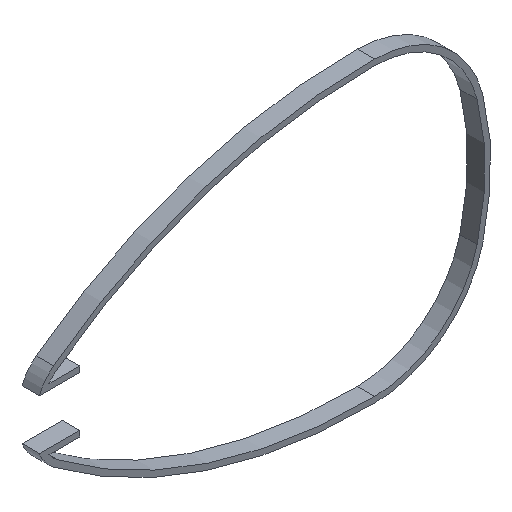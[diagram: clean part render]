
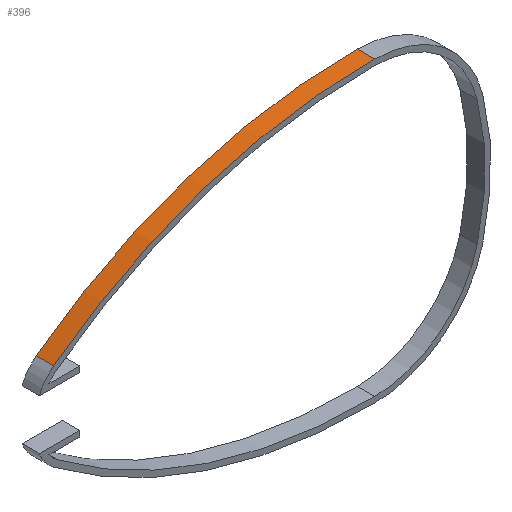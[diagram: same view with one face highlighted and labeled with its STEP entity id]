
A CAD part, isometric view. The second image highlights one B-rep face of the part: STEP entity #396.
In plain terms, the highlighted cylindrical face has radius 91.013 mm (diameter 182.025 mm), a partial arc.
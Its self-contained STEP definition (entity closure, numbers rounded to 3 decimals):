
#16=CYLINDRICAL_SURFACE('',#447,91.013);
#32=FACE_OUTER_BOUND('',#54,.T.);
#54=EDGE_LOOP('',(#293,#294,#295,#296));
#81=CIRCLE('',#438,91.013);
#88=CIRCLE('',#448,91.013);
#110=LINE('',#663,#142);
#111=LINE('',#667,#143);
#142=VECTOR('',#524,10.);
#143=VECTOR('',#529,10.);
#179=VERTEX_POINT('',#642);
#180=VERTEX_POINT('',#644);
#187=VERTEX_POINT('',#662);
#188=VERTEX_POINT('',#666);
#219=EDGE_CURVE('',#179,#180,#81,.T.);
#228=EDGE_CURVE('',#179,#187,#110,.T.);
#230=EDGE_CURVE('',#180,#188,#111,.T.);
#231=EDGE_CURVE('',#188,#187,#88,.T.);
#293=ORIENTED_EDGE('',*,*,#230,.F.);
#294=ORIENTED_EDGE('',*,*,#219,.F.);
#295=ORIENTED_EDGE('',*,*,#228,.T.);
#296=ORIENTED_EDGE('',*,*,#231,.F.);
#396=ADVANCED_FACE('',(#32),#16,.T.);
#438=AXIS2_PLACEMENT_3D('',#645,#505,#506);
#447=AXIS2_PLACEMENT_3D('',#665,#527,#528);
#448=AXIS2_PLACEMENT_3D('',#668,#530,#531);
#505=DIRECTION('center_axis',(0.,1.,0.));
#506=DIRECTION('ref_axis',(-0.637,0.,0.771));
#524=DIRECTION('',(0.,-1.,0.));
#527=DIRECTION('center_axis',(0.,1.,0.));
#528=DIRECTION('ref_axis',(-0.637,0.,0.771));
#529=DIRECTION('',(0.,-1.,0.));
#530=DIRECTION('center_axis',(0.,-1.,0.));
#531=DIRECTION('ref_axis',(-0.637,0.,0.771));
#642=CARTESIAN_POINT('',(-28.628,17.25,11.387));
#644=CARTESIAN_POINT('',(26.973,17.25,29.589));
#645=CARTESIAN_POINT('Origin',(25.986,17.25,-61.418));
#662=CARTESIAN_POINT('',(-28.628,14.25,11.387));
#663=CARTESIAN_POINT('',(-28.628,15.25,11.387));
#665=CARTESIAN_POINT('Origin',(25.986,15.25,-61.418));
#666=CARTESIAN_POINT('',(26.973,14.25,29.589));
#667=CARTESIAN_POINT('',(26.973,15.25,29.589));
#668=CARTESIAN_POINT('Origin',(25.986,14.25,-61.418));
